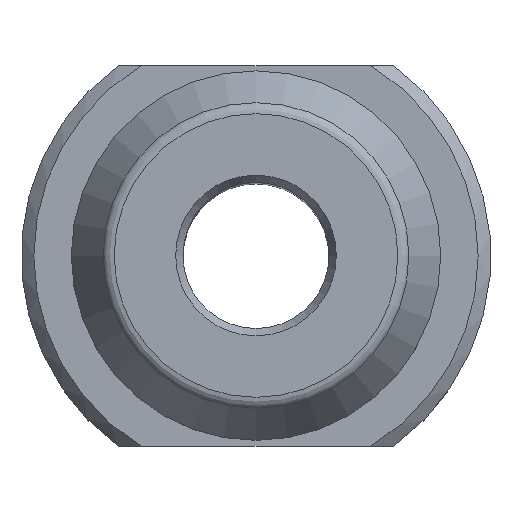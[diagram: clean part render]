
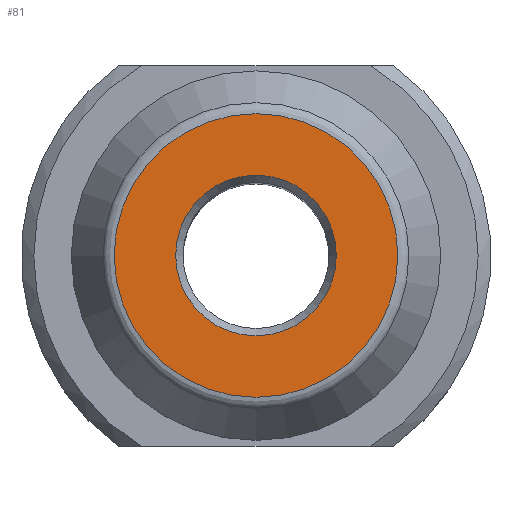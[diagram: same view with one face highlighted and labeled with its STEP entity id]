
A CAD part, top view. The second image highlights one B-rep face of the part: STEP entity #81.
In plain terms, the highlighted planar face has unit normal (0, 0, 1).
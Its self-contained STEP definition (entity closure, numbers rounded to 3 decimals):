
#81=ADVANCED_FACE('',(#138,#139),#112,.F.);
#112=PLANE('',#516);
#138=FACE_BOUND('',#196,.T.);
#139=FACE_BOUND('',#197,.T.);
#196=EDGE_LOOP('',(#276));
#197=EDGE_LOOP('',(#277));
#276=ORIENTED_EDGE('',*,*,#414,.T.);
#277=ORIENTED_EDGE('',*,*,#415,.T.);
#368=VERTEX_POINT('',#784);
#369=VERTEX_POINT('',#786);
#414=EDGE_CURVE('',#368,#368,#452,.T.);
#415=EDGE_CURVE('',#369,#369,#453,.T.);
#452=CIRCLE('',#514,11.173);
#453=CIRCLE('',#515,6.327);
#514=AXIS2_PLACEMENT_3D('',#783,#615,#616);
#515=AXIS2_PLACEMENT_3D('',#785,#617,#618);
#516=AXIS2_PLACEMENT_3D('',#787,#619,#620);
#615=DIRECTION('',(0.,0.,1.));
#616=DIRECTION('',(0.,1.,0.));
#617=DIRECTION('',(0.,0.,-1.));
#618=DIRECTION('',(0.,1.,0.));
#619=DIRECTION('',(0.,0.,-1.));
#620=DIRECTION('',(0.,1.,0.));
#783=CARTESIAN_POINT('',(0.,0.,25.55));
#784=CARTESIAN_POINT('',(0.,11.173,25.55));
#785=CARTESIAN_POINT('',(0.,0.,25.55));
#786=CARTESIAN_POINT('',(0.,6.327,25.55));
#787=CARTESIAN_POINT('',(0.,6.327,25.55));
